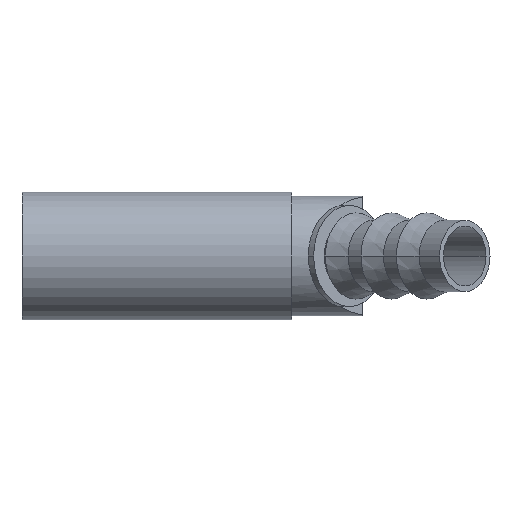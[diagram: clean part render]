
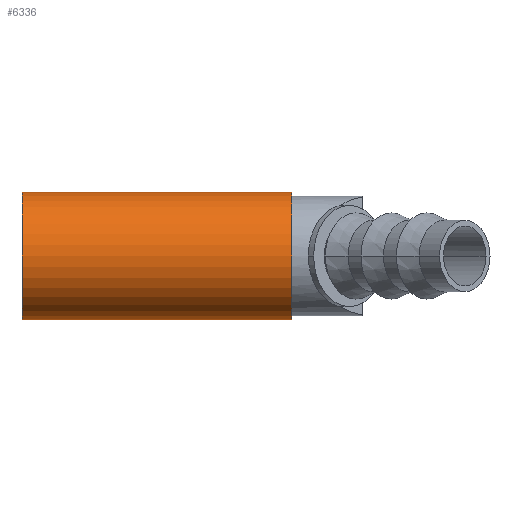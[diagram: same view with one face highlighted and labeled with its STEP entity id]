
A CAD part, front view. The second image highlights one B-rep face of the part: STEP entity #6336.
In plain terms, the highlighted cylindrical face has radius 8.5 mm (diameter 17 mm), a partial arc.
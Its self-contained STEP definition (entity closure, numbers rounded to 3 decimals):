
#394 = VECTOR ( 'NONE', #7040, 1000. ) ;
#1230 = VERTEX_POINT ( 'NONE', #6665 ) ;
#1289 = DIRECTION ( 'NONE',  ( -1., 0., 0. ) ) ;
#1333 = DIRECTION ( 'NONE',  ( 0., 0., 1. ) ) ;
#1380 = CARTESIAN_POINT ( 'NONE',  ( 36., 0., 0. ) ) ;
#1490 = CIRCLE ( 'NONE', #4343, 8.5 ) ;
#1508 = CARTESIAN_POINT ( 'NONE',  ( 0., 0., 8.5 ) ) ;
#1974 = CYLINDRICAL_SURFACE ( 'NONE', #8310, 8.5 ) ;
#2015 = FACE_OUTER_BOUND ( 'NONE', #8132, .T. ) ;
#2061 = DIRECTION ( 'NONE',  ( 0., 0., 1. ) ) ;
#2182 = DIRECTION ( 'NONE',  ( 0., 0., 1. ) ) ;
#2660 = EDGE_CURVE ( 'NONE', #1230, #4158, #1490, .T. ) ;
#2826 = CARTESIAN_POINT ( 'NONE',  ( 0., 0., 0. ) ) ;
#3047 = DIRECTION ( 'NONE',  ( -1., 0., 0. ) ) ;
#3258 = ORIENTED_EDGE ( 'NONE', *, *, #6347, .T. ) ;
#3854 = ORIENTED_EDGE ( 'NONE', *, *, #7543, .T. ) ;
#3988 = DIRECTION ( 'NONE',  ( -1., 0., 0. ) ) ;
#4091 = ORIENTED_EDGE ( 'NONE', *, *, #5946, .F. ) ;
#4158 = VERTEX_POINT ( 'NONE', #1508 ) ;
#4343 = AXIS2_PLACEMENT_3D ( 'NONE', #2826, #8028, #2182 ) ;
#4544 = CARTESIAN_POINT ( 'NONE',  ( 0., 0., -8.5 ) ) ;
#4899 = VECTOR ( 'NONE', #3047, 1000. ) ;
#5150 = CARTESIAN_POINT ( 'NONE',  ( 36., 0., -8.5 ) ) ;
#5190 = LINE ( 'NONE', #4544, #4899 ) ;
#5235 = VERTEX_POINT ( 'NONE', #6292 ) ;
#5870 = CIRCLE ( 'NONE', #7637, 8.5 ) ;
#5946 = EDGE_CURVE ( 'NONE', #7364, #1230, #5190, .T. ) ;
#6292 = CARTESIAN_POINT ( 'NONE',  ( 36., 0., 8.5 ) ) ;
#6336 = ADVANCED_FACE ( 'NONE', ( #2015 ), #1974, .T. ) ;
#6347 = EDGE_CURVE ( 'NONE', #7364, #5235, #5870, .T. ) ;
#6539 = LINE ( 'NONE', #7820, #394 ) ;
#6665 = CARTESIAN_POINT ( 'NONE',  ( 0., 0., -8.5 ) ) ;
#7040 = DIRECTION ( 'NONE',  ( -1., 0., 0. ) ) ;
#7364 = VERTEX_POINT ( 'NONE', #5150 ) ;
#7543 = EDGE_CURVE ( 'NONE', #5235, #4158, #6539, .T. ) ;
#7565 = ORIENTED_EDGE ( 'NONE', *, *, #2660, .F. ) ;
#7637 = AXIS2_PLACEMENT_3D ( 'NONE', #1380, #3988, #2061 ) ;
#7781 = CARTESIAN_POINT ( 'NONE',  ( 0., 0., 0. ) ) ;
#7820 = CARTESIAN_POINT ( 'NONE',  ( 0., 0., 8.5 ) ) ;
#8028 = DIRECTION ( 'NONE',  ( -1., 0., 0. ) ) ;
#8132 = EDGE_LOOP ( 'NONE', ( #4091, #3258, #3854, #7565 ) ) ;
#8310 = AXIS2_PLACEMENT_3D ( 'NONE', #7781, #1289, #1333 ) ;
